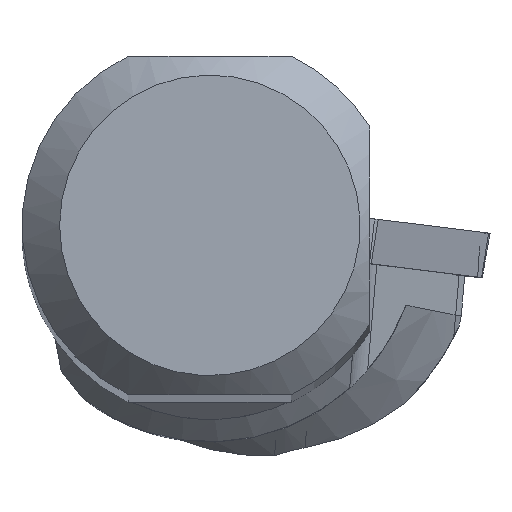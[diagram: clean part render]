
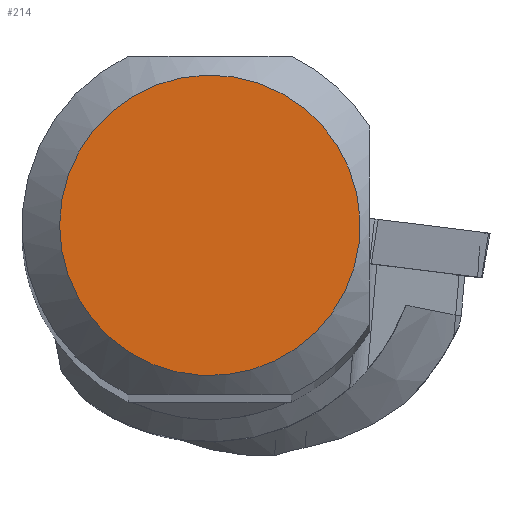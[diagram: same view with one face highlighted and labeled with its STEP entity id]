
A CAD part, top view. The second image highlights one B-rep face of the part: STEP entity #214.
In plain terms, the highlighted planar face has unit normal (0, 0, 1).
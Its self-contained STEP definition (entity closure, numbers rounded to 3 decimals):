
#166=FACE_OUTER_BOUND('',#416,.T.);
#214=ADVANCED_FACE('CU_SU_BP3',(#166),#245,.T.);
#245=PLANE('',#1123);
#416=EDGE_LOOP('',(#600));
#600=ORIENTED_EDGE('',*,*,#896,.F.);
#783=VERTEX_POINT('',#1877);
#896=EDGE_CURVE('',#783,#783,#948,.T.);
#948=CIRCLE('',#1122,7.991);
#1122=AXIS2_PLACEMENT_3D('',#1876,#1357,#1358);
#1123=AXIS2_PLACEMENT_3D('',#1878,#1359,#1360);
#1357=DIRECTION('',(0.,0.,-1.));
#1358=DIRECTION('',(-1.,0.,0.));
#1359=DIRECTION('',(0.,0.,1.));
#1360=DIRECTION('',(-1.,0.,0.));
#1876=CARTESIAN_POINT('',(0.,0.,0.));
#1877=CARTESIAN_POINT('',(-7.991,0.,0.));
#1878=CARTESIAN_POINT('',(0.,0.,
0.));
